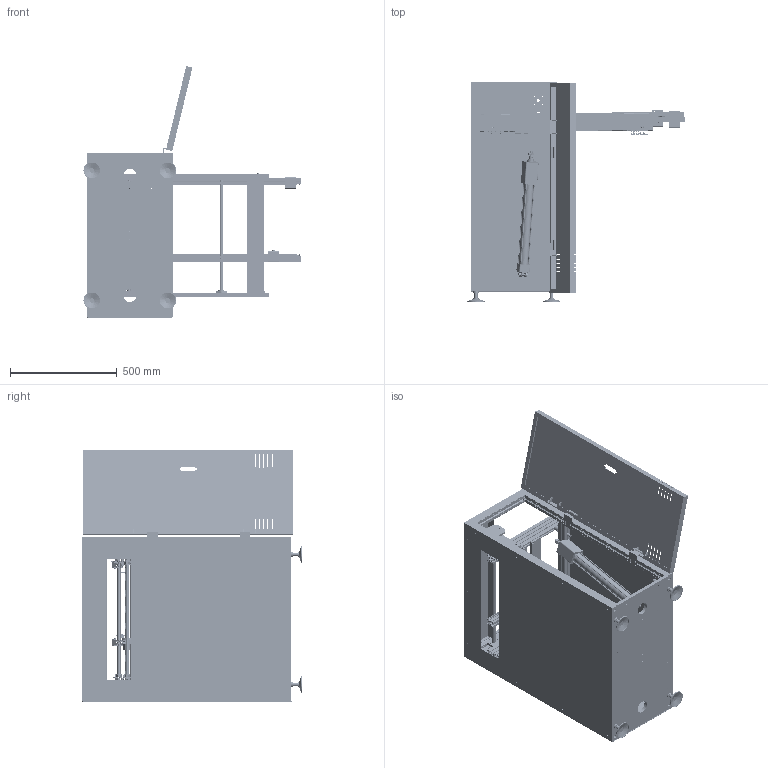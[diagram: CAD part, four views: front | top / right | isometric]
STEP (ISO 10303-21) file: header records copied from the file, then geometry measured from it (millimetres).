
FILE_DESCRIPTION (( 'STEP AP214' ), '1' );
FILE_NAME ('Hand gate conveyor.STEP', '2020-08-03T06:10:51', ( '' ), ( '' ), 'SwSTEP 2.0', 'SolidWorks 2020', '' );
FILE_SCHEMA (( 'AUTOMOTIVE_DESIGN' ));
Length unit declared in the file: millimetre
Products named in the file (36): 602-02-0482~气缸上T接头板; 601-01-0867; 基旋; 601-08-0073; 602-12-0358; 602-03-0002; 手提过道框架铝槽1; 601-01-0866; 602-09-0206-1; 楹蛌粣; 601-01-0868; 602-12-0363; 602-01-0448; MLS-012_GB_HEXAGON_TYPE21 M12X80-48-N; 601-02-00100; 601-04-0066; 602-03-0215; 602-09-0207-1; Hand gate conveyor; 602-07-0058; MNBD40_350_D_0_0_0_; 手提过道框架铝槽2; 603-01-0231; 602-09-0001; 手提过道框架铝槽3; 602-10-0203~遣喳蝶菜; 602-01-0447; SHF1605蹟譫; 手提过道轨道部份; 203-01-0002; 602-01-0449; 602-03-0216; 601-07-0305; 602-13-0036; 601-01-0869; Southern Machinery logo-SMThelp sm_默认<按加工>
Assembly tree (65 placements, depth 3):
  Hand gate conveyor
    203-01-0002  x4
    602-01-0447
    手提过道框架铝槽1  x4
    602-09-0001  x4
    602-01-0448  x2
    手提过道框架铝槽2  x2
    手提过道轨道部份
      602-12-0358
      602-03-0002  x4
      603-01-0231  x2
      602-13-0036  x2
      基旋  x2
      601-02-00100  x2
      602-03-0215  x2
      602-03-0216  x4
      602-09-0206-1
      602-09-0207-1
      SHF1605蹟譫  x2
      602-07-0058  x2
      602-12-0363
      602-02-0482~气缸上T接头板
    602-01-0449  x2
    手提过道框架铝槽3  x2
    601-01-0866
    601-01-0867
    601-01-0868
    601-01-0869
    601-07-0305  x2
    601-08-0073
    601-04-0066
    MNBD40_350_D_0_0_0_
    楹蛌粣
    MLS-012_GB_HEXAGON_TYPE21 M12X80-48-N  x2
    602-10-0203~遣喳蝶菜  x2
    Southern Machinery logo-SMThelp sm_默认<按加工>  x2
Bounding box: 1018.27 x 1033.44 x 1181.08 mm (x, y, z)
Volume: 17861806 mm3; surface area: 12587272.3 mm2
Topology: 129 solids, 136 shells, 5700 faces, 16081 edges, 10633 vertices
Faces by surface type: plane 3478, cylinder 1860, bspline 206, cone 148, torus 8
Entity records: 136547 total; most frequent: CARTESIAN_POINT 48218, ORIENTED_EDGE 18888, DIRECTION 16800, EDGE_CURVE 9458, VERTEX_POINT 6257, VECTOR 6080, LINE 6080, AXIS2_PLACEMENT_3D 5360
